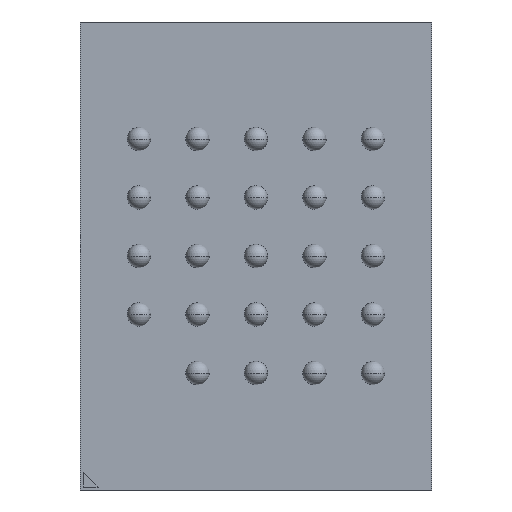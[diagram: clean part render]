
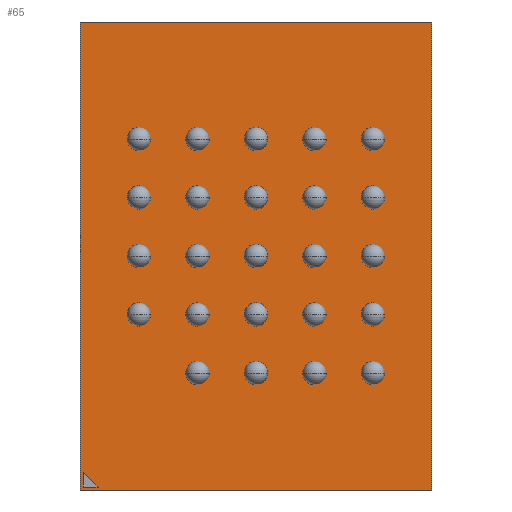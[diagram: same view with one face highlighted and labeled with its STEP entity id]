
A CAD part, front view. The second image highlights one B-rep face of the part: STEP entity #65.
In plain terms, the highlighted planar face has unit normal (0, -1, 0).
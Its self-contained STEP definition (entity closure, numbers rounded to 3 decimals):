
#58 = DIRECTION ( 'NONE',  ( -1., 0., 0. ) ) ;
#65 = ADVANCED_FACE ( 'NONE', ( #217, #1162 ), #397, .F. ) ;
#71 = CARTESIAN_POINT ( 'NONE',  ( -2.7, 0.35, -3.95 ) ) ;
#80 = EDGE_CURVE ( 'NONE', #2155, #1981, #1772, .T. ) ;
#196 = LINE ( 'NONE', #415, #599 ) ;
#217 = FACE_BOUND ( 'NONE', #1811, .T. ) ;
#224 = ORIENTED_EDGE ( 'NONE', *, *, #2211, .T. ) ;
#242 = DIRECTION ( 'NONE',  ( 0., 1., 0. ) ) ;
#294 = EDGE_CURVE ( 'NONE', #1981, #1891, #2496, .T. ) ;
#301 = ORIENTED_EDGE ( 'NONE', *, *, #2374, .T. ) ;
#338 = DIRECTION ( 'NONE',  ( 1., 0., 0. ) ) ;
#359 = CARTESIAN_POINT ( 'NONE',  ( 3., 0.35, 4. ) ) ;
#397 = PLANE ( 'NONE',  #1245 ) ;
#415 = CARTESIAN_POINT ( 'NONE',  ( 3., 0.35, 4. ) ) ;
#416 = CARTESIAN_POINT ( 'NONE',  ( -3., 0.35, 4. ) ) ;
#599 = VECTOR ( 'NONE', #1519, 1000. ) ;
#634 = ORIENTED_EDGE ( 'NONE', *, *, #294, .F. ) ;
#661 = LINE ( 'NONE', #2174, #1200 ) ;
#792 = CARTESIAN_POINT ( 'NONE',  ( -2.95, 0.35, -3.7 ) ) ;
#920 = LINE ( 'NONE', #1299, #2129 ) ;
#998 = CARTESIAN_POINT ( 'NONE',  ( 0., 0.35, 0. ) ) ;
#1095 = LINE ( 'NONE', #2460, #2297 ) ;
#1115 = DIRECTION ( 'NONE',  ( 1., 0., 0. ) ) ;
#1162 = FACE_OUTER_BOUND ( 'NONE', #2138, .T. ) ;
#1200 = VECTOR ( 'NONE', #58, 1000. ) ;
#1245 = AXIS2_PLACEMENT_3D ( 'NONE', #998, #242, #1957 ) ;
#1255 = VERTEX_POINT ( 'NONE', #2131 ) ;
#1299 = CARTESIAN_POINT ( 'NONE',  ( -3., 0.35, -4. ) ) ;
#1316 = CARTESIAN_POINT ( 'NONE',  ( 3., 0.35, -4. ) ) ;
#1408 = ORIENTED_EDGE ( 'NONE', *, *, #1604, .F. ) ;
#1473 = LINE ( 'NONE', #71, #1760 ) ;
#1491 = CARTESIAN_POINT ( 'NONE',  ( -2.95, 0.35, -3.95 ) ) ;
#1519 = DIRECTION ( 'NONE',  ( 0., 0., 1. ) ) ;
#1582 = VERTEX_POINT ( 'NONE', #416 ) ;
#1604 = EDGE_CURVE ( 'NONE', #1891, #2155, #1473, .T. ) ;
#1760 = VECTOR ( 'NONE', #1816, 1000. ) ;
#1772 = LINE ( 'NONE', #792, #2521 ) ;
#1811 = EDGE_LOOP ( 'NONE', ( #2135, #1408, #634 ) ) ;
#1816 = DIRECTION ( 'NONE',  ( -0.707, 0., 0.707 ) ) ;
#1863 = VERTEX_POINT ( 'NONE', #359 ) ;
#1891 = VERTEX_POINT ( 'NONE', #2067 ) ;
#1934 = ORIENTED_EDGE ( 'NONE', *, *, #2485, .T. ) ;
#1944 = DIRECTION ( 'NONE',  ( 0., 0., -1. ) ) ;
#1956 = ORIENTED_EDGE ( 'NONE', *, *, #2163, .T. ) ;
#1957 = DIRECTION ( 'NONE',  ( 0., 0., 1. ) ) ;
#1981 = VERTEX_POINT ( 'NONE', #2520 ) ;
#2061 = VERTEX_POINT ( 'NONE', #1316 ) ;
#2067 = CARTESIAN_POINT ( 'NONE',  ( -2.7, 0.35, -3.95 ) ) ;
#2129 = VECTOR ( 'NONE', #338, 1000. ) ;
#2131 = CARTESIAN_POINT ( 'NONE',  ( -3., 0.35, -4. ) ) ;
#2135 = ORIENTED_EDGE ( 'NONE', *, *, #80, .F. ) ;
#2138 = EDGE_LOOP ( 'NONE', ( #301, #1934, #1956, #224 ) ) ;
#2155 = VERTEX_POINT ( 'NONE', #2488 ) ;
#2163 = EDGE_CURVE ( 'NONE', #1582, #1255, #1095, .T. ) ;
#2174 = CARTESIAN_POINT ( 'NONE',  ( -3., 0.35, 4. ) ) ;
#2211 = EDGE_CURVE ( 'NONE', #1255, #2061, #920, .T. ) ;
#2297 = VECTOR ( 'NONE', #2437, 1000. ) ;
#2374 = EDGE_CURVE ( 'NONE', #2061, #1863, #196, .T. ) ;
#2437 = DIRECTION ( 'NONE',  ( 0., 0., -1. ) ) ;
#2460 = CARTESIAN_POINT ( 'NONE',  ( -3., 0.35, 4. ) ) ;
#2485 = EDGE_CURVE ( 'NONE', #1863, #1582, #661, .T. ) ;
#2488 = CARTESIAN_POINT ( 'NONE',  ( -2.95, 0.35, -3.7 ) ) ;
#2496 = LINE ( 'NONE', #1491, #2517 ) ;
#2517 = VECTOR ( 'NONE', #1115, 1000. ) ;
#2520 = CARTESIAN_POINT ( 'NONE',  ( -2.95, 0.35, -3.95 ) ) ;
#2521 = VECTOR ( 'NONE', #1944, 1000. ) ;
